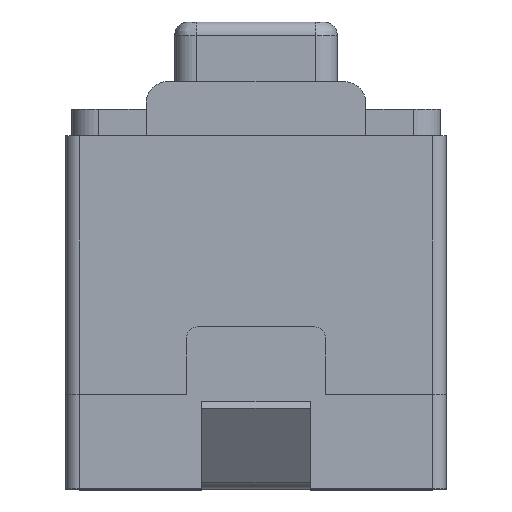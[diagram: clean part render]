
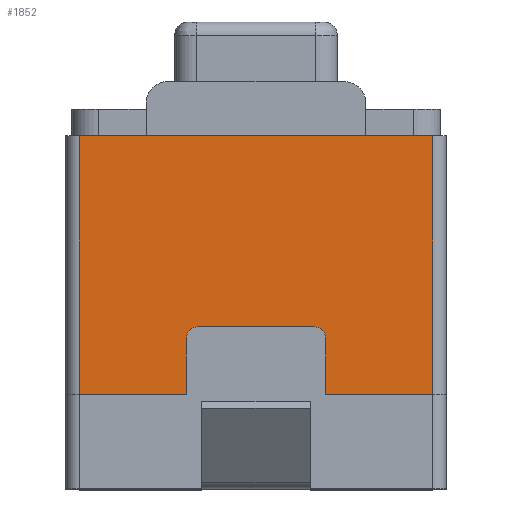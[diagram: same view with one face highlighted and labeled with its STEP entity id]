
A CAD part, top view. The second image highlights one B-rep face of the part: STEP entity #1852.
In plain terms, the highlighted planar face has unit normal (0, 0, 1).
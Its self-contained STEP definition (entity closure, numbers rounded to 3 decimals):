
#65=LINE('',#2693,#237);
#69=LINE('',#2707,#241);
#80=LINE('',#2748,#252);
#192=LINE('',#3134,#364);
#194=LINE('',#3138,#366);
#195=LINE('',#3140,#367);
#196=LINE('',#3144,#368);
#197=LINE('',#3148,#369);
#198=LINE('',#3150,#370);
#199=LINE('',#3151,#371);
#237=VECTOR('',#2111,10.);
#241=VECTOR('',#2125,10.);
#252=VECTOR('',#2158,10.);
#364=VECTOR('',#2492,10.);
#366=VECTOR('',#2496,10.);
#367=VECTOR('',#2497,10.);
#368=VECTOR('',#2500,10.);
#369=VECTOR('',#2503,10.);
#370=VECTOR('',#2504,10.);
#371=VECTOR('',#2505,10.);
#445=PLANE('',#2035);
#534=FACE_OUTER_BOUND('',#636,.T.);
#636=EDGE_LOOP('',(#1602,#1603,#1604,#1605,#1606,#1607,#1608,#1609,#1610,
#1611,#1612,#1613));
#740=CIRCLE('',#2036,0.1);
#741=CIRCLE('',#2037,0.1);
#779=VERTEX_POINT('',#2690);
#780=VERTEX_POINT('',#2692);
#785=VERTEX_POINT('',#2706);
#804=VERTEX_POINT('',#2746);
#910=VERTEX_POINT('',#3131);
#912=VERTEX_POINT('',#3137);
#913=VERTEX_POINT('',#3139);
#914=VERTEX_POINT('',#3141);
#915=VERTEX_POINT('',#3143);
#916=VERTEX_POINT('',#3145);
#917=VERTEX_POINT('',#3147);
#918=VERTEX_POINT('',#3149);
#965=EDGE_CURVE('',#780,#779,#65,.T.);
#972=EDGE_CURVE('',#785,#780,#69,.T.);
#993=EDGE_CURVE('',#779,#804,#80,.T.);
#1159=EDGE_CURVE('',#910,#804,#192,.T.);
#1161=EDGE_CURVE('',#912,#910,#194,.T.);
#1162=EDGE_CURVE('',#913,#912,#195,.T.);
#1163=EDGE_CURVE('',#914,#913,#740,.T.);
#1164=EDGE_CURVE('',#915,#914,#196,.T.);
#1165=EDGE_CURVE('',#916,#915,#741,.T.);
#1166=EDGE_CURVE('',#917,#916,#197,.T.);
#1167=EDGE_CURVE('',#918,#917,#198,.T.);
#1168=EDGE_CURVE('',#785,#918,#199,.T.);
#1602=ORIENTED_EDGE('',*,*,#1159,.F.);
#1603=ORIENTED_EDGE('',*,*,#1161,.F.);
#1604=ORIENTED_EDGE('',*,*,#1162,.F.);
#1605=ORIENTED_EDGE('',*,*,#1163,.F.);
#1606=ORIENTED_EDGE('',*,*,#1164,.F.);
#1607=ORIENTED_EDGE('',*,*,#1165,.F.);
#1608=ORIENTED_EDGE('',*,*,#1166,.F.);
#1609=ORIENTED_EDGE('',*,*,#1167,.F.);
#1610=ORIENTED_EDGE('',*,*,#1168,.F.);
#1611=ORIENTED_EDGE('',*,*,#972,.T.);
#1612=ORIENTED_EDGE('',*,*,#965,.T.);
#1613=ORIENTED_EDGE('',*,*,#993,.T.);
#1852=ADVANCED_FACE('',(#534),#445,.T.);
#2035=AXIS2_PLACEMENT_3D('',#3136,#2494,#2495);
#2036=AXIS2_PLACEMENT_3D('',#3142,#2498,#2499);
#2037=AXIS2_PLACEMENT_3D('',#3146,#2501,#2502);
#2111=DIRECTION('',(-1.,0.,0.));
#2125=DIRECTION('',(-1.,0.,0.));
#2158=DIRECTION('',(-1.,0.,0.));
#2492=DIRECTION('',(0.,1.,0.));
#2494=DIRECTION('center_axis',(0.,0.,
1.));
#2495=DIRECTION('ref_axis',(1.,0.,0.));
#2496=DIRECTION('',(-1.,0.,0.));
#2497=DIRECTION('',(0.,-1.,0.));
#2498=DIRECTION('center_axis',(0.,0.,
1.));
#2499=DIRECTION('ref_axis',(0.,1.,0.));
#2500=DIRECTION('',(-1.,0.,0.));
#2501=DIRECTION('center_axis',(0.,0.,
1.));
#2502=DIRECTION('ref_axis',(1.,0.,0.));
#2503=DIRECTION('',(0.,1.,0.));
#2504=DIRECTION('',(-1.,0.,0.));
#2505=DIRECTION('',(0.,-1.,0.));
#2690=CARTESIAN_POINT('',(-1.012,21.362,3.));
#2692=CARTESIAN_POINT('',(1.012,21.362,3.));
#2693=CARTESIAN_POINT('',(1.75,21.362,3.));
#2706=CARTESIAN_POINT('',(1.625,21.362,3.));
#2707=CARTESIAN_POINT('',(1.75,21.362,3.));
#2746=CARTESIAN_POINT('',(-1.625,21.362,3.));
#2748=CARTESIAN_POINT('',(1.75,21.362,3.));
#3131=CARTESIAN_POINT('',(-1.625,18.982,3.));
#3134=CARTESIAN_POINT('',(-1.625,20.767,3.));
#3136=CARTESIAN_POINT('Origin',(0.,20.172,3.));
#3137=CARTESIAN_POINT('',(-0.64,18.982,3.));
#3138=CARTESIAN_POINT('',(-0.64,18.982,3.));
#3139=CARTESIAN_POINT('',(-0.64,19.502,3.));
#3140=CARTESIAN_POINT('',(-0.64,19.502,3.));
#3141=CARTESIAN_POINT('',(-0.54,19.602,3.));
#3142=CARTESIAN_POINT('Origin',(-0.54,19.502,3.));
#3143=CARTESIAN_POINT('',(0.54,19.602,3.));
#3144=CARTESIAN_POINT('',(0.54,19.602,3.));
#3145=CARTESIAN_POINT('',(0.64,19.502,3.));
#3146=CARTESIAN_POINT('Origin',(0.54,19.502,3.));
#3147=CARTESIAN_POINT('',(0.64,18.982,3.));
#3148=CARTESIAN_POINT('',(0.64,18.982,3.));
#3149=CARTESIAN_POINT('',(1.625,18.982,3.));
#3150=CARTESIAN_POINT('',(1.75,18.982,3.));
#3151=CARTESIAN_POINT('',(1.625,19.577,3.));
